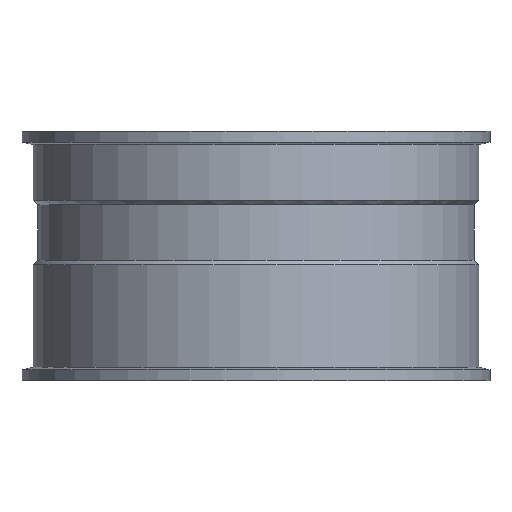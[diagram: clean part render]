
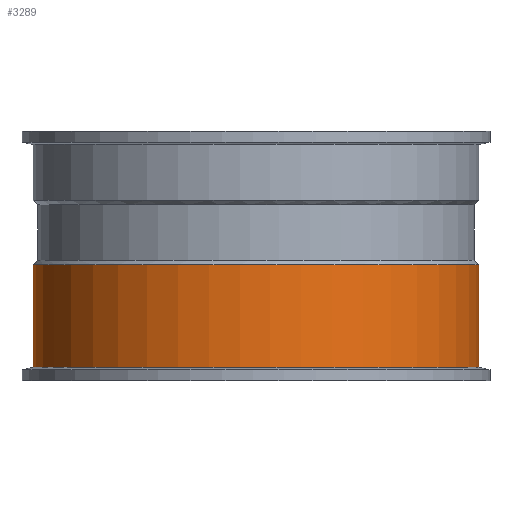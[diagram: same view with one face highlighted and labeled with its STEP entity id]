
A CAD part, front view. The second image highlights one B-rep face of the part: STEP entity #3289.
In plain terms, the highlighted free-form (B-spline) face has degree [2, 1] with [9, 2] control points.
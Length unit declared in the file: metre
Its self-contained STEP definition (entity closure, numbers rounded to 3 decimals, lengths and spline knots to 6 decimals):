
#10 = CARTESIAN_POINT('NONE', (0.2413, 0., -0.016054));
#11 = VERTEX_POINT('NONE', #10);
#12 = CARTESIAN_POINT('NONE', (0.2413, 0., -0.127052));
#13 = VERTEX_POINT('NONE', #12);
#362 = CARTESIAN_POINT('NONE', (0.2413, 0., -0.016054));
#363 = CARTESIAN_POINT('NONE', (0.2413, 0.2413, -0.016054));
#364 = CARTESIAN_POINT('NONE', (0., 0.2413, -0.016054));
#365 = CARTESIAN_POINT('NONE', (-0.2413, 0.2413, -0.016054));
#366 = CARTESIAN_POINT('NONE', (-0.2413, 0., -0.016054));
#367 = CARTESIAN_POINT('NONE', (-0.2413, -0.2413, -0.016054));
#368 = CARTESIAN_POINT('NONE', (0., -0.2413, -0.016054));
#369 = CARTESIAN_POINT('NONE', (0.2413, -0.2413, -0.016054));
#370 = CARTESIAN_POINT('NONE', (0.2413, 0., -0.016054));
#371 = (
  BOUNDED_CURVE()
  B_SPLINE_CURVE(2, (#362, #363, #364, #365, #366, #367, #368, #369, #370), .UNSPECIFIED., .F., .F.)
  B_SPLINE_CURVE_WITH_KNOTS((3, 2, 2, 2, 3), (-6.283185, -4.712389, -3.141593, -1.570796, -0), .UNSPECIFIED.)
  CURVE()
  GEOMETRIC_REPRESENTATION_ITEM()
  RATIONAL_B_SPLINE_CURVE((1, 0.707, 1, 0.707, 1, 0.707, 1, 0.707, 1))
  REPRESENTATION_ITEM('NONE')
);
#376 = CARTESIAN_POINT('NONE', (0.2413, 0., -0.127052));
#377 = CARTESIAN_POINT('NONE', (0.2413, 0.2413, -0.127052));
#378 = CARTESIAN_POINT('NONE', (0., 0.2413, -0.127052));
#379 = CARTESIAN_POINT('NONE', (-0.2413, 0.2413, -0.127052));
#380 = CARTESIAN_POINT('NONE', (-0.2413, 0., -0.127052));
#381 = CARTESIAN_POINT('NONE', (-0.2413, -0.2413, -0.127052));
#382 = CARTESIAN_POINT('NONE', (0., -0.2413, -0.127052));
#383 = CARTESIAN_POINT('NONE', (0.2413, -0.2413, -0.127052));
#384 = CARTESIAN_POINT('NONE', (0.2413, 0., -0.127052));
#385 = (
  BOUNDED_CURVE()
  B_SPLINE_CURVE(2, (#376, #377, #378, #379, #380, #381, #382, #383, #384), .UNSPECIFIED., .F., .F.)
  B_SPLINE_CURVE_WITH_KNOTS((3, 2, 2, 2, 3), (-6.283185, -4.712389, -3.141593, -1.570796, -0), .UNSPECIFIED.)
  CURVE()
  GEOMETRIC_REPRESENTATION_ITEM()
  RATIONAL_B_SPLINE_CURVE((1, 0.707, 1, 0.707, 1, 0.707, 1, 0.707, 1))
  REPRESENTATION_ITEM('NONE')
);
#1733 = EDGE_CURVE('NONE', #11, #11, #371, .T.);
#1735 = EDGE_CURVE('NONE', #13, #13, #385, .T.);
#2052 = CARTESIAN_POINT('NONE', (0.2413, 0, -0.016054));
#2053 = CARTESIAN_POINT('NONE', (0.2413, 0, -0.127052));
#2054 = CARTESIAN_POINT('NONE', (0.2413, -0.2413, -0.016054));
#2055 = CARTESIAN_POINT('NONE', (0.2413, -0.2413, -0.127052));
#2056 = CARTESIAN_POINT('NONE', (0., -0.2413, -0.016054));
#2057 = CARTESIAN_POINT('NONE', (0., -0.2413, -0.127052));
#2058 = CARTESIAN_POINT('NONE', (-0.2413, -0.2413, -0.016054));
#2059 = CARTESIAN_POINT('NONE', (-0.2413, -0.2413, -0.127052));
#2060 = CARTESIAN_POINT('NONE', (-0.2413, 0., -0.016054));
#2061 = CARTESIAN_POINT('NONE', (-0.2413, 0., -0.127052));
#2062 = CARTESIAN_POINT('NONE', (-0.2413, 0.2413, -0.016054));
#2063 = CARTESIAN_POINT('NONE', (-0.2413, 0.2413, -0.127052));
#2064 = CARTESIAN_POINT('NONE', (0., 0.2413, -0.016054));
#2065 = CARTESIAN_POINT('NONE', (0., 0.2413, -0.127052));
#2066 = CARTESIAN_POINT('NONE', (0.2413, 0.2413, -0.016054));
#2067 = CARTESIAN_POINT('NONE', (0.2413, 0.2413, -0.127052));
#2068 = CARTESIAN_POINT('NONE', (0.2413, 0, -0.016054));
#2069 = CARTESIAN_POINT('NONE', (0.2413, 0, -0.127052));
#2070 = (
  BOUNDED_SURFACE()
  B_SPLINE_SURFACE(2, 1, ((#2052, #2053), (#2054, #2055), (#2056, #2057), (#2058, #2059), (#2060, #2061), (#2062, #2063), (#2064, #2065), (#2066, #2067), (#2068, #2069)), .UNSPECIFIED., .F., .F., .F.)
  B_SPLINE_SURFACE_WITH_KNOTS((3, 2, 2, 2, 3), (2, 2), (0, 1.570796, 3.141593, 4.712389, 6.283185), (0, 110.998), .UNSPECIFIED.)
  GEOMETRIC_REPRESENTATION_ITEM()
  RATIONAL_B_SPLINE_SURFACE(((1, 1), (0.707, 0.707), (1, 1), (0.707, 0.707), (1, 1), (0.707, 0.707), (1, 1), (0.707, 0.707), (1, 1)))
  REPRESENTATION_ITEM('NONE')
  SURFACE()
);
#3285 = ORIENTED_EDGE('NONE', *, *, #1733, .F.);
#3286 = ORIENTED_EDGE('NONE', *, *, #1735, .T.);
#3287 = EDGE_LOOP('NONE', (#3285, #3286));
#3288 = FACE_BOUND('NONE', #3287, .T.);
#3289 = ADVANCED_FACE('NONE', (#3288), #2070, .T.);
